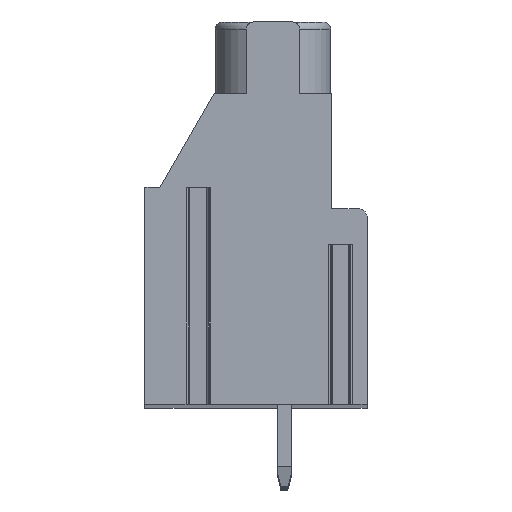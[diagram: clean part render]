
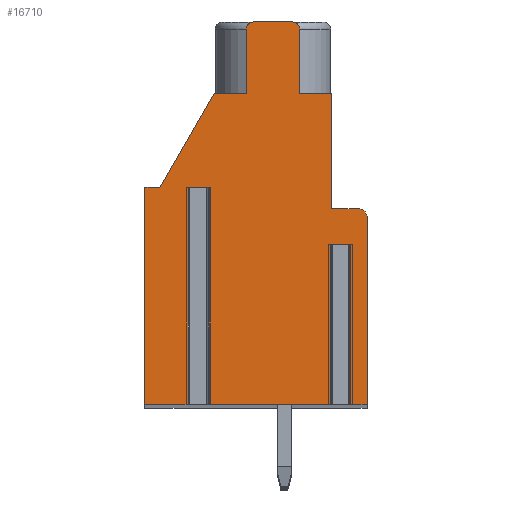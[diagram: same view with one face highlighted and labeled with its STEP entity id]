
A CAD part, top view. The second image highlights one B-rep face of the part: STEP entity #16710.
In plain terms, the highlighted planar face has unit normal (0, 0, 1).
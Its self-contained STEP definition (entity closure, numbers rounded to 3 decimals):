
#65=DIRECTION('',(-1.,0.,0.));
#66=VECTOR('',#65,1.146);
#67=CARTESIAN_POINT('',(-2.127,1.2,123.825));
#68=LINE('',#67,#66);
#69=DIRECTION('',(0.,-1.,0.));
#70=VECTOR('',#69,12.2);
#71=CARTESIAN_POINT('',(-3.273,1.2,123.825));
#72=LINE('',#71,#70);
#73=DIRECTION('',(1.,0.,0.));
#74=VECTOR('',#73,2.427);
#75=CARTESIAN_POINT('',(-5.7,-11.,123.825));
#76=LINE('',#75,#74);
#77=DIRECTION('',(0.,-1.,0.));
#78=VECTOR('',#77,12.2);
#79=CARTESIAN_POINT('',(-5.7,1.2,123.825));
#80=LINE('',#79,#78);
#81=DIRECTION('',(-1.,0.,0.));
#82=VECTOR('',#81,0.84);
#83=CARTESIAN_POINT('',(-4.86,1.2,123.825));
#84=LINE('',#83,#82);
#85=DIRECTION('',(-0.5,-0.866,0.));
#86=VECTOR('',#85,6.12);
#87=CARTESIAN_POINT('',(-1.8,6.5,123.825));
#88=LINE('',#87,#86);
#89=DIRECTION('',(-1.,0.,0.));
#90=VECTOR('',#89,1.8);
#91=CARTESIAN_POINT('',(0.,6.5,123.825));
#92=LINE('',#91,#90);
#93=DIRECTION('',(0.,-1.,0.));
#94=VECTOR('',#93,3.6);
#95=CARTESIAN_POINT('',(0.,10.1,123.825));
#96=LINE('',#95,#94);
#97=CARTESIAN_POINT('',(0.4,10.1,123.825));
#98=DIRECTION('',(0.,0.,1.));
#99=DIRECTION('',(0.,1.,0.));
#100=AXIS2_PLACEMENT_3D('',#97,#98,#99);
#102=DIRECTION('',(-1.,0.,0.));
#103=VECTOR('',#102,2.2);
#104=CARTESIAN_POINT('',(2.6,10.5,123.825));
#105=LINE('',#104,#103);
#106=CARTESIAN_POINT('',(2.6,10.1,123.825));
#107=DIRECTION('',(0.,0.,1.));
#108=DIRECTION('',(1.,0.,0.));
#109=AXIS2_PLACEMENT_3D('',#106,#107,#108);
#111=DIRECTION('',(0.,1.,0.));
#112=VECTOR('',#111,3.6);
#113=CARTESIAN_POINT('',(3.,6.5,123.825));
#114=LINE('',#113,#112);
#115=DIRECTION('',(-1.,0.,0.));
#116=VECTOR('',#115,1.8);
#117=CARTESIAN_POINT('',(4.8,6.5,123.825));
#118=LINE('',#117,#116);
#119=DIRECTION('',(0.,1.,0.));
#120=VECTOR('',#119,6.5);
#121=CARTESIAN_POINT('',(4.8,0.,123.825));
#122=LINE('',#121,#120);
#123=DIRECTION('',(-1.,0.,0.));
#124=VECTOR('',#123,1.5);
#125=CARTESIAN_POINT('',(6.3,0.,123.825));
#126=LINE('',#125,#124);
#127=CARTESIAN_POINT('',(6.3,-0.5,123.825));
#128=DIRECTION('',(0.,0.,1.));
#129=DIRECTION('',(1.,0.,0.));
#130=AXIS2_PLACEMENT_3D('',#127,#128,#129);
#132=DIRECTION('',(0.,1.,0.));
#133=VECTOR('',#132,10.5);
#134=CARTESIAN_POINT('',(6.8,-11.,123.825));
#135=LINE('',#134,#133);
#136=DIRECTION('',(1.,0.,0.));
#137=VECTOR('',#136,0.925);
#138=CARTESIAN_POINT('',(5.875,-11.,123.825));
#139=LINE('',#138,#137);
#140=DIRECTION('',(0.,-1.,0.));
#141=VECTOR('',#140,9.);
#142=CARTESIAN_POINT('',(5.875,-2.,123.825));
#143=LINE('',#142,#141);
#144=DIRECTION('',(-1.,0.,0.));
#145=VECTOR('',#144,1.146);
#146=CARTESIAN_POINT('',(5.875,-2.,123.825));
#147=LINE('',#146,#145);
#148=DIRECTION('',(0.,-1.,0.));
#149=VECTOR('',#148,9.);
#150=CARTESIAN_POINT('',(4.728,-2.,123.825));
#151=LINE('',#150,#149);
#152=DIRECTION('',(1.,0.,0.));
#153=VECTOR('',#152,6.855);
#154=CARTESIAN_POINT('',(-2.127,-11.,123.825));
#155=LINE('',#154,#153);
#156=DIRECTION('',(0.,-1.,0.));
#157=VECTOR('',#156,12.2);
#158=CARTESIAN_POINT('',(-2.127,1.2,123.825));
#159=LINE('',#158,#157);
#13011=CARTESIAN_POINT('',(6.8,-11.,123.825));
#13012=CARTESIAN_POINT('',(6.8,-0.5,123.825));
#13013=VERTEX_POINT('',#13011);
#13014=VERTEX_POINT('',#13012);
#13015=CARTESIAN_POINT('',(6.3,0.,123.825));
#13016=VERTEX_POINT('',#13015);
#13017=CARTESIAN_POINT('',(4.8,0.,123.825));
#13018=VERTEX_POINT('',#13017);
#13019=CARTESIAN_POINT('',(4.8,6.5,123.825));
#13020=VERTEX_POINT('',#13019);
#13021=CARTESIAN_POINT('',(3.,6.5,123.825));
#13022=VERTEX_POINT('',#13021);
#13023=CARTESIAN_POINT('',(3.,10.1,123.825));
#13024=VERTEX_POINT('',#13023);
#13025=CARTESIAN_POINT('',(2.6,10.5,123.825));
#13026=VERTEX_POINT('',#13025);
#13027=CARTESIAN_POINT('',(0.4,10.5,123.825));
#13028=VERTEX_POINT('',#13027);
#13029=CARTESIAN_POINT('',(0.,10.1,123.825));
#13030=VERTEX_POINT('',#13029);
#13031=CARTESIAN_POINT('',(0.,6.5,123.825));
#13032=VERTEX_POINT('',#13031);
#13033=CARTESIAN_POINT('',(-1.8,6.5,123.825));
#13034=VERTEX_POINT('',#13033);
#13035=CARTESIAN_POINT('',(-4.86,1.2,123.825));
#13036=VERTEX_POINT('',#13035);
#13037=CARTESIAN_POINT('',(-5.7,1.2,123.825));
#13038=VERTEX_POINT('',#13037);
#13039=CARTESIAN_POINT('',(-5.7,-11.,123.825));
#13040=VERTEX_POINT('',#13039);
#13197=CARTESIAN_POINT('',(5.875,-2.,123.825));
#13198=CARTESIAN_POINT('',(4.728,-2.,123.825));
#13199=VERTEX_POINT('',#13197);
#13200=VERTEX_POINT('',#13198);
#13201=CARTESIAN_POINT('',(5.875,-11.,123.825));
#13202=VERTEX_POINT('',#13201);
#13203=CARTESIAN_POINT('',(4.728,-11.,123.825));
#13204=VERTEX_POINT('',#13203);
#13229=CARTESIAN_POINT('',(-2.127,1.2,123.825));
#13230=CARTESIAN_POINT('',(-3.273,1.2,123.825));
#13231=VERTEX_POINT('',#13229);
#13232=VERTEX_POINT('',#13230);
#13233=CARTESIAN_POINT('',(-2.127,-11.,123.825));
#13234=VERTEX_POINT('',#13233);
#13235=CARTESIAN_POINT('',(-3.273,-11.,123.825));
#13236=VERTEX_POINT('',#13235);
#16657=CARTESIAN_POINT('',(0.,0.,123.825));
#16658=DIRECTION('',(0.,0.,1.));
#16659=DIRECTION('',(1.,0.,0.));
#16660=AXIS2_PLACEMENT_3D('',#16657,#16658,#16659);
#16661=PLANE('',#16660);
#16663=ORIENTED_EDGE('',*,*,#16662,.T.);
#16665=ORIENTED_EDGE('',*,*,#16664,.T.);
#16667=ORIENTED_EDGE('',*,*,#16666,.F.);
#16669=ORIENTED_EDGE('',*,*,#16668,.F.);
#16671=ORIENTED_EDGE('',*,*,#16670,.F.);
#16673=ORIENTED_EDGE('',*,*,#16672,.F.);
#16675=ORIENTED_EDGE('',*,*,#16674,.F.);
#16677=ORIENTED_EDGE('',*,*,#16676,.F.);
#16679=ORIENTED_EDGE('',*,*,#16678,.F.);
#16681=ORIENTED_EDGE('',*,*,#16680,.F.);
#16683=ORIENTED_EDGE('',*,*,#16682,.F.);
#16685=ORIENTED_EDGE('',*,*,#16684,.F.);
#16687=ORIENTED_EDGE('',*,*,#16686,.F.);
#16689=ORIENTED_EDGE('',*,*,#16688,.F.);
#16691=ORIENTED_EDGE('',*,*,#16690,.F.);
#16693=ORIENTED_EDGE('',*,*,#16692,.F.);
#16695=ORIENTED_EDGE('',*,*,#16694,.F.);
#16697=ORIENTED_EDGE('',*,*,#16696,.F.);
#16699=ORIENTED_EDGE('',*,*,#16698,.F.);
#16701=ORIENTED_EDGE('',*,*,#16700,.T.);
#16703=ORIENTED_EDGE('',*,*,#16702,.T.);
#16705=ORIENTED_EDGE('',*,*,#16704,.F.);
#16707=ORIENTED_EDGE('',*,*,#16706,.F.);
#16708=EDGE_LOOP('',(#16663,#16665,#16667,#16669,#16671,#16673,#16675,#16677,
#16679,#16681,#16683,#16685,#16687,#16689,#16691,#16693,#16695,#16697,#16699,
#16701,#16703,#16705,#16707));
#16709=FACE_OUTER_BOUND('',#16708,.F.);
#101=CIRCLE('',#100,0.4);
#110=CIRCLE('',#109,0.4);
#131=CIRCLE('',#130,0.5);
#16662=EDGE_CURVE('',#13231,#13232,#68,.T.);
#16664=EDGE_CURVE('',#13232,#13236,#72,.T.);
#16666=EDGE_CURVE('',#13040,#13236,#76,.T.);
#16668=EDGE_CURVE('',#13038,#13040,#80,.T.);
#16670=EDGE_CURVE('',#13036,#13038,#84,.T.);
#16672=EDGE_CURVE('',#13034,#13036,#88,.T.);
#16674=EDGE_CURVE('',#13032,#13034,#92,.T.);
#16676=EDGE_CURVE('',#13030,#13032,#96,.T.);
#16678=EDGE_CURVE('',#13028,#13030,#101,.T.);
#16680=EDGE_CURVE('',#13026,#13028,#105,.T.);
#16682=EDGE_CURVE('',#13024,#13026,#110,.T.);
#16684=EDGE_CURVE('',#13022,#13024,#114,.T.);
#16686=EDGE_CURVE('',#13020,#13022,#118,.T.);
#16688=EDGE_CURVE('',#13018,#13020,#122,.T.);
#16690=EDGE_CURVE('',#13016,#13018,#126,.T.);
#16692=EDGE_CURVE('',#13014,#13016,#131,.T.);
#16694=EDGE_CURVE('',#13013,#13014,#135,.T.);
#16696=EDGE_CURVE('',#13202,#13013,#139,.T.);
#16698=EDGE_CURVE('',#13199,#13202,#143,.T.);
#16700=EDGE_CURVE('',#13199,#13200,#147,.T.);
#16702=EDGE_CURVE('',#13200,#13204,#151,.T.);
#16704=EDGE_CURVE('',#13234,#13204,#155,.T.);
#16706=EDGE_CURVE('',#13231,#13234,#159,.T.);
#16710=ADVANCED_FACE('',(#16709),#16661,.T.);
